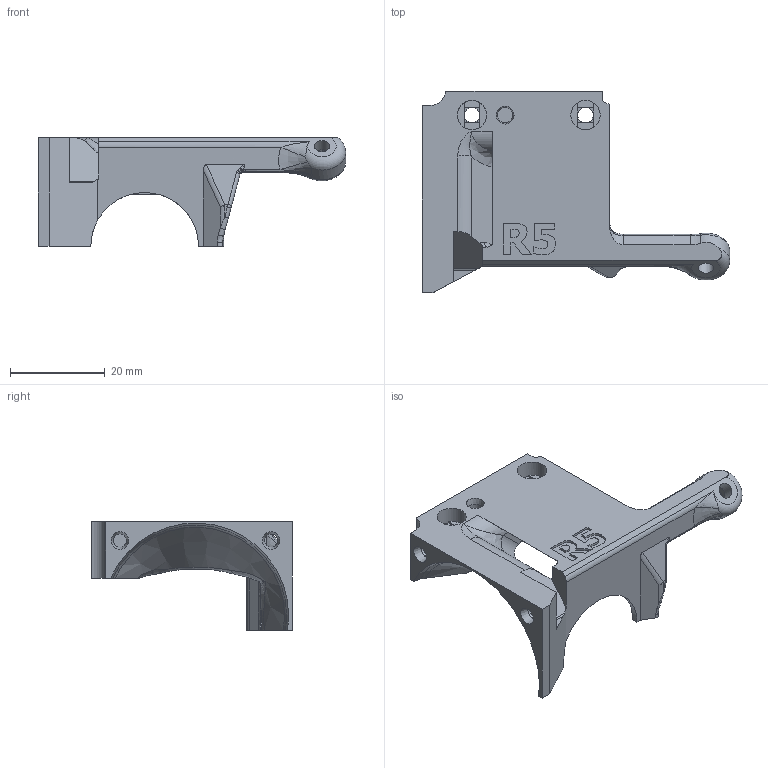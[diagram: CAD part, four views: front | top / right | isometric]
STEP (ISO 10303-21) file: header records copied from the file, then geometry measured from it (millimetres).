
FILE_DESCRIPTION(/* description */ (''),/* implementation_level */ '2;1');
FILE_NAME(/* name */ 'C3; R5\extruder-cover R5.stp',/* time_stamp */ '2019-07-03T12:10:29+02:00',/* author */ ('Robert Turinský'),/* organization */ (''),/* preprocessor_version */ 'ST-DEVELOPER v17',/* originating_system */ 'Autodesk Inventor 2019',/* authorisation */ '');
FILE_SCHEMA (('AUTOMOTIVE_DESIGN { 1 0 10303 214 3 1 1 }'));
Length unit declared in the file: millimetre
Products named in the file (1): extruder-cover
Bounding box: 65 x 42.5 x 23 mm (x, y, z)
Volume: 11873.1 mm3; surface area: 7052.6 mm2
Topology: 1 solids, 1 shells, 286 faces, 753 edges, 464 vertices
Faces by surface type: plane 115, bspline 93, cylinder 60, torus 9, cone 6, sphere 3
Full cylindrical faces by diameter (mm): 2.8 x2, 3.2 x1, 3.3 x4, 6.2 x2
Entity records: 11163 total; most frequent: CARTESIAN_POINT 4605, ORIENTED_EDGE 1488, DIRECTION 1152, EDGE_CURVE 744, VERTEX_POINT 464, AXIS2_PLACEMENT_3D 400, LINE 352, VECTOR 352
